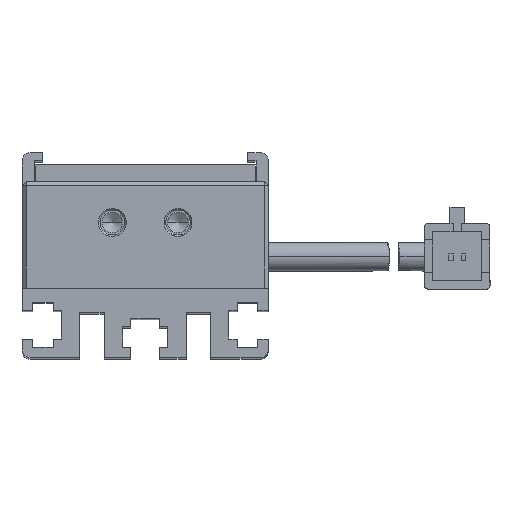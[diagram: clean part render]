
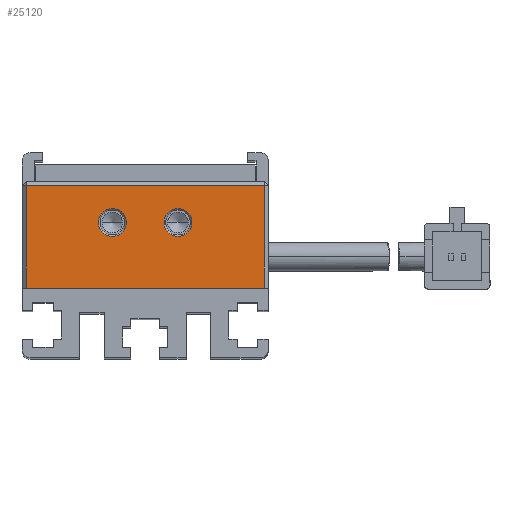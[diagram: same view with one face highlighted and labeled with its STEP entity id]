
A CAD part, top view. The second image highlights one B-rep face of the part: STEP entity #25120.
In plain terms, the highlighted planar face has unit normal (0, 0, 1).
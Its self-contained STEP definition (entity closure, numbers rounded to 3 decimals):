
#203 = LINE ( 'NONE', #4076, #5117 ) ;
#205 = DIRECTION ( 'NONE',  ( 0., 0., 1. ) ) ;
#303 = ORIENTED_EDGE ( 'NONE', *, *, #6491, .T. ) ;
#314 = AXIS2_PLACEMENT_3D ( 'NONE', #14607, #205, #17061 ) ;
#799 = ORIENTED_EDGE ( 'NONE', *, *, #21248, .T. ) ;
#1024 = LINE ( 'NONE', #20963, #7419 ) ;
#1855 = EDGE_CURVE ( 'NONE', #2982, #4418, #3188, .T. ) ;
#2393 = CARTESIAN_POINT ( 'NONE',  ( 43.225, 27.196, -66. ) ) ;
#2887 = VECTOR ( 'NONE', #15451, 1000. ) ;
#2982 = VERTEX_POINT ( 'NONE', #30053 ) ;
#3188 = CIRCLE ( 'NONE', #25884, 1.7 ) ;
#3513 = CIRCLE ( 'NONE', #16599, 1.7 ) ;
#3642 = LINE ( 'NONE', #15344, #2887 ) ;
#4076 = CARTESIAN_POINT ( 'NONE',  ( 40.925, 19.196, -66. ) ) ;
#4418 = VERTEX_POINT ( 'NONE', #2393 ) ;
#4551 = CARTESIAN_POINT ( 'NONE',  ( 44.925, 27.196, -66. ) ) ;
#4640 = DIRECTION ( 'NONE',  ( 0., 0., -1. ) ) ;
#5117 = VECTOR ( 'NONE', #6490, 1000. ) ;
#5541 = CARTESIAN_POINT ( 'NONE',  ( 44.925, 27.196, -66. ) ) ;
#5880 = DIRECTION ( 'NONE',  ( 0., 0., -1. ) ) ;
#6366 = CARTESIAN_POINT ( 'NONE',  ( 35.225, 27.196, -66. ) ) ;
#6490 = DIRECTION ( 'NONE',  ( 1., 0., 0. ) ) ;
#6491 = EDGE_CURVE ( 'NONE', #17169, #28306, #1024, .T. ) ;
#6524 = VERTEX_POINT ( 'NONE', #11625 ) ;
#6970 = DIRECTION ( 'NONE',  ( 1., 0., 0. ) ) ;
#7419 = VECTOR ( 'NONE', #28358, 1000. ) ;
#7972 = DIRECTION ( 'NONE',  ( 1., 0., 0. ) ) ;
#9408 = CIRCLE ( 'NONE', #10978, 1.7 ) ;
#9932 = DIRECTION ( 'NONE',  ( 0., -1., 0. ) ) ;
#10267 = AXIS2_PLACEMENT_3D ( 'NONE', #20272, #5880, #22707 ) ;
#10928 = EDGE_CURVE ( 'NONE', #12754, #26033, #28045, .T. ) ;
#10978 = AXIS2_PLACEMENT_3D ( 'NONE', #5541, #22367, #7972 ) ;
#11318 = CIRCLE ( 'NONE', #10267, 1.7 ) ;
#11625 = CARTESIAN_POINT ( 'NONE',  ( 38.625, 27.196, -66. ) ) ;
#11661 = FACE_BOUND ( 'NONE', #20416, .T. ) ;
#11958 = ORIENTED_EDGE ( 'NONE', *, *, #17512, .T. ) ;
#12252 = ORIENTED_EDGE ( 'NONE', *, *, #15695, .T. ) ;
#12293 = ORIENTED_EDGE ( 'NONE', *, *, #15518, .T. ) ;
#12754 = VERTEX_POINT ( 'NONE', #19139 ) ;
#13452 = EDGE_CURVE ( 'NONE', #6524, #24409, #3513, .T. ) ;
#14607 = CARTESIAN_POINT ( 'NONE',  ( 40.925, 25.696, -66. ) ) ;
#15344 = CARTESIAN_POINT ( 'NONE',  ( 40.925, 31.696, -66. ) ) ;
#15451 = DIRECTION ( 'NONE',  ( -1., 0., 0. ) ) ;
#15518 = EDGE_CURVE ( 'NONE', #28306, #12754, #3642, .T. ) ;
#15571 = ORIENTED_EDGE ( 'NONE', *, *, #1855, .T. ) ;
#15695 = EDGE_CURVE ( 'NONE', #26033, #17169, #203, .T. ) ;
#16599 = AXIS2_PLACEMENT_3D ( 'NONE', #19012, #4640, #21437 ) ;
#16759 = ORIENTED_EDGE ( 'NONE', *, *, #10928, .T. ) ;
#16937 = PLANE ( 'NONE',  #314 ) ;
#17061 = DIRECTION ( 'NONE',  ( 1., 0., 0. ) ) ;
#17085 = CARTESIAN_POINT ( 'NONE',  ( 26.425, 25.696, -66. ) ) ;
#17169 = VERTEX_POINT ( 'NONE', #25292 ) ;
#17312 = FACE_OUTER_BOUND ( 'NONE', #20894, .T. ) ;
#17512 = EDGE_CURVE ( 'NONE', #24409, #6524, #11318, .T. ) ;
#19012 = CARTESIAN_POINT ( 'NONE',  ( 36.925, 27.196, -66. ) ) ;
#19139 = CARTESIAN_POINT ( 'NONE',  ( 26.425, 31.696, -66. ) ) ;
#19745 = CARTESIAN_POINT ( 'NONE',  ( 55.425, 31.696, -66. ) ) ;
#20272 = CARTESIAN_POINT ( 'NONE',  ( 36.925, 27.196, -66. ) ) ;
#20416 = EDGE_LOOP ( 'NONE', ( #21143, #11958 ) ) ;
#20894 = EDGE_LOOP ( 'NONE', ( #12293, #16759, #12252, #303 ) ) ;
#20963 = CARTESIAN_POINT ( 'NONE',  ( 55.425, 25.696, -66. ) ) ;
#21143 = ORIENTED_EDGE ( 'NONE', *, *, #13452, .T. ) ;
#21248 = EDGE_CURVE ( 'NONE', #4418, #2982, #9408, .T. ) ;
#21355 = DIRECTION ( 'NONE',  ( 0., 0., -1. ) ) ;
#21437 = DIRECTION ( 'NONE',  ( 1., 0., 0. ) ) ;
#21614 = VECTOR ( 'NONE', #9932, 1000. ) ;
#22367 = DIRECTION ( 'NONE',  ( 0., 0., -1. ) ) ;
#22707 = DIRECTION ( 'NONE',  ( 1., 0., 0. ) ) ;
#23696 = FACE_BOUND ( 'NONE', #28364, .T. ) ;
#24409 = VERTEX_POINT ( 'NONE', #6366 ) ;
#25120 = ADVANCED_FACE ( 'NONE', ( #17312, #23696, #11661 ), #16937, .T. ) ;
#25292 = CARTESIAN_POINT ( 'NONE',  ( 55.425, 19.196, -66. ) ) ;
#25884 = AXIS2_PLACEMENT_3D ( 'NONE', #4551, #21355, #6970 ) ;
#26033 = VERTEX_POINT ( 'NONE', #28039 ) ;
#28039 = CARTESIAN_POINT ( 'NONE',  ( 26.425, 19.196, -66. ) ) ;
#28045 = LINE ( 'NONE', #17085, #21614 ) ;
#28306 = VERTEX_POINT ( 'NONE', #19745 ) ;
#28358 = DIRECTION ( 'NONE',  ( 0., 1., 0. ) ) ;
#28364 = EDGE_LOOP ( 'NONE', ( #15571, #799 ) ) ;
#30053 = CARTESIAN_POINT ( 'NONE',  ( 46.625, 27.196, -66. ) ) ;
